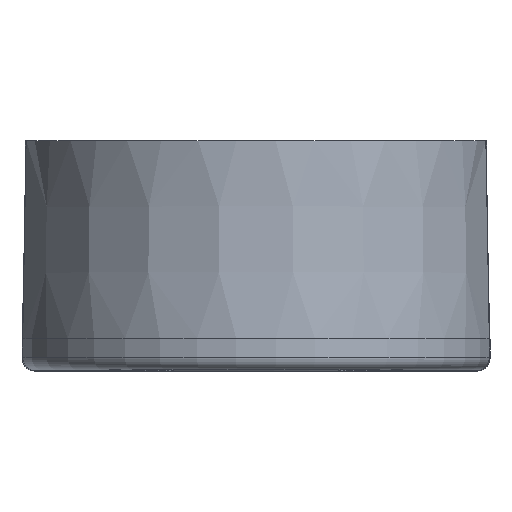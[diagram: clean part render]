
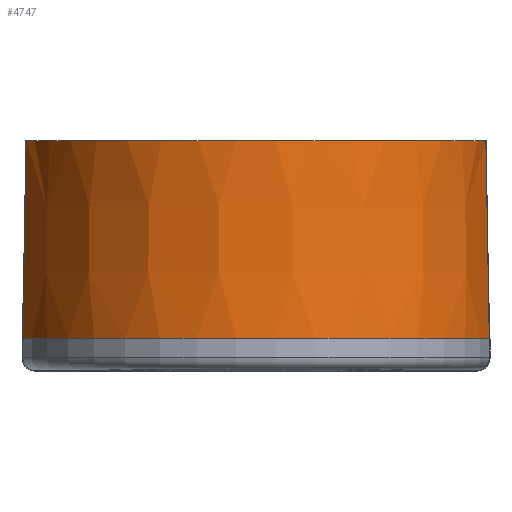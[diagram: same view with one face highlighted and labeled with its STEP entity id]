
A CAD part, top view. The second image highlights one B-rep face of the part: STEP entity #4747.
In plain terms, the highlighted conical face has half-angle 1 degrees and reference radius 14.791 mm.
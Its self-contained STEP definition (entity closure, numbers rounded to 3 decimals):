
#771=CARTESIAN_POINT('',(-268.,-3.5,244.2));
#772=DIRECTION('',(0.,1.,0.));
#773=DIRECTION('',(-0.99,0.,0.139));
#774=AXIS2_PLACEMENT_3D('',#771,#772,#773);
#776=DIRECTION('',(-0.017,-1.,0.002));
#777=VECTOR('',#776,12.502);
#778=CARTESIAN_POINT('',(-282.539,9.,246.245));
#779=LINE('',#778,#777);
#780=CARTESIAN_POINT('',(-268.,9.,244.2));
#781=DIRECTION('',(0.,1.,0.));
#782=DIRECTION('',(-0.99,0.,0.139));
#783=AXIS2_PLACEMENT_3D('',#780,#781,#782);
#785=DIRECTION('',(-0.017,1.,-0.002));
#786=VECTOR('',#785,12.502);
#787=CARTESIAN_POINT('',(-253.245,-3.5,246.275));
#788=LINE('',#787,#786);
#3358=CARTESIAN_POINT('',(-253.461,9.,246.245));
#3360=VERTEX_POINT('',#3358);
#3363=CARTESIAN_POINT('',(-282.539,9.,246.245));
#3365=VERTEX_POINT('',#3363);
#3552=CARTESIAN_POINT('',(-282.755,-3.5,246.275));
#3553=CARTESIAN_POINT('',(-253.245,-3.5,246.275));
#3554=VERTEX_POINT('',#3552);
#3555=VERTEX_POINT('',#3553);
#4734=CARTESIAN_POINT('',(-268.,2.75,244.2));
#4735=DIRECTION('',(0.,-1.,0.));
#4736=DIRECTION('',(0.,0.,1.));
#4737=AXIS2_PLACEMENT_3D('',#4734,#4735,#4736);
#4738=CONICAL_SURFACE('',#4737,14.791,1.);
#4740=ORIENTED_EDGE('',*,*,#4739,.F.);
#4741=ORIENTED_EDGE('',*,*,#4729,.F.);
#4742=ORIENTED_EDGE('',*,*,#3823,.T.);
#4744=ORIENTED_EDGE('',*,*,#4743,.F.);
#4745=EDGE_LOOP('',(#4740,#4741,#4742,#4744));
#4746=FACE_OUTER_BOUND('',#4745,.F.);
#4747=ADVANCED_FACE('',(#4746),#4738,.T.);
#775=CIRCLE('',#774,14.9);
#784=CIRCLE('',#783,14.682);
#3823=EDGE_CURVE('',#3365,#3360,#784,.T.);
#4729=EDGE_CURVE('',#3365,#3554,#779,.T.);
#4739=EDGE_CURVE('',#3554,#3555,#775,.T.);
#4743=EDGE_CURVE('',#3555,#3360,#788,.T.);
